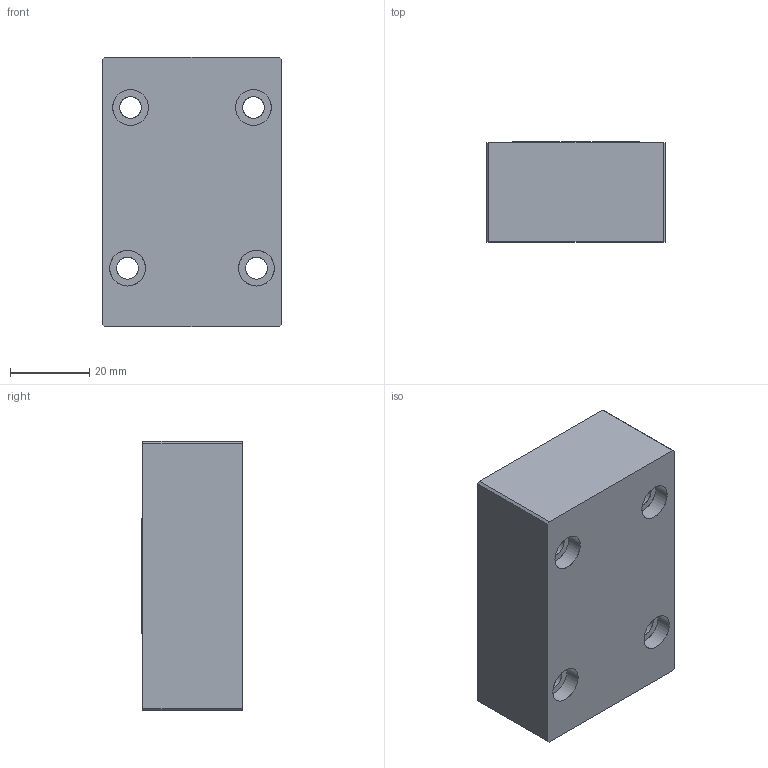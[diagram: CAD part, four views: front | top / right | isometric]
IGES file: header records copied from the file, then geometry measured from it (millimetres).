
Start section: SolidWorks IGES file using analytic representation for surfaces
Global section: file name: BS303001.igs; native system: SolidWorks 2014; preprocessor: SolidWorks 2014; author: serviziopdm; date: 151209.160807; units: millimetre
Bounding box: 45 x 25.28 x 68 mm (x, y, z)
Surface area: 14585.3 mm2 (no closed solid volume)
Topology: 0 solids, 0 shells, 78 faces, 944 edges, 936 vertices
Faces by surface type: revolution 48, bspline 30
